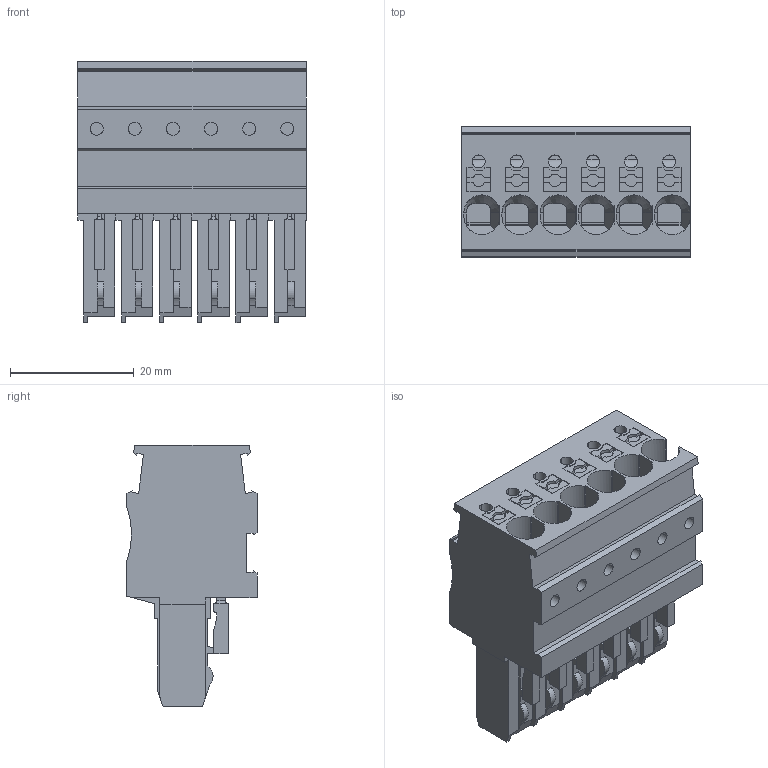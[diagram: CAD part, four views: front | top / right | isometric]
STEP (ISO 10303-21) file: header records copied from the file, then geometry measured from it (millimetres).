
FILE_DESCRIPTION(('Creo Elements/Direct Modeling STEP Export'),'2;1');
FILE_NAME('model.stp','2018-01-09T12:25:16',(''),(''),'Creo Elements/Direct Modeling STEP processor for AP214 (Solid Model)','Creo Elements/Direct Modeling 18.1I 14-Aug-2016 (C) Parametric Technology GmbH','');
FILE_SCHEMA(('AUTOMOTIVE_DESIGN { 1 0 10303 214 1 1 1 1 }'));
Length unit declared in the file: millimetre
Products named in the file (2): PP_H_4_6-select
Assembly tree (1 placements, depth 2):
  PP_H_4_6-select
    PP_H_4_6-select
Bounding box: 36.9 x 21 x 42.17 mm (x, y, z)
Volume: 18242.3 mm3; surface area: 11378.3 mm2
Topology: 1 solids, 1 shells, 894 faces, 2531 edges, 1674 vertices
Faces by surface type: plane 701, cylinder 163, extrusion 12, torus 12, cone 6
Entity records: 41635 total; most frequent: CARTESIAN_POINT 11228, ORIENTED_EDGE 5062, DIRECTION 4476, EDGE_CURVE 2531, VECTOR 2030, LINE 2018, VERTEX_POINT 1674, AXIS2_PLACEMENT_3D 1223
